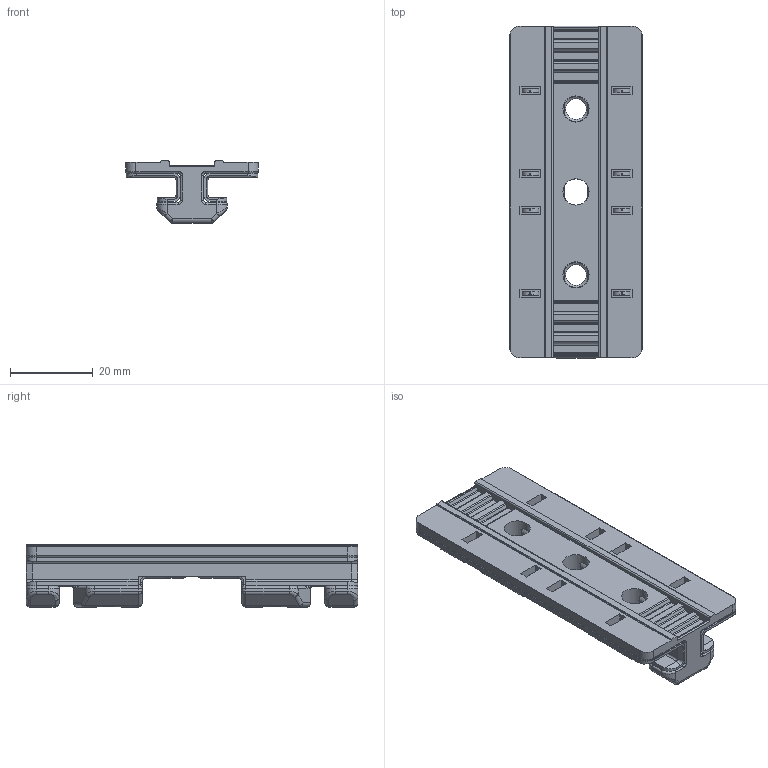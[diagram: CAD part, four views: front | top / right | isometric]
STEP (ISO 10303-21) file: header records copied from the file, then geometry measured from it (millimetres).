
FILE_DESCRIPTION (( 'STEP AP214' ), '1' );
FILE_NAME ('093PS0840.STEP', '2014-10-24T14:07:58', ( 'Admin' ), ( 'Hewlett-Packard Company' ), 'SwSTEP 2.0', 'SolidWorks 2014', '' );
FILE_SCHEMA (( 'AUTOMOTIVE_DESIGN' ));
Length unit declared in the file: millimetre
Products named in the file (4): 4din439bm06m_4din439bm06m; 093PS0840FR02_Standard; 093PS0840FR01_Standard; 093PS0840
Assembly tree (5 placements, depth 2):
  093PS0840
    093PS0840FR01_Standard
    093PS0840FR02_Standard  x2
    4din439bm06m_4din439bm06m  x2
Bounding box: 32 x 80 x 15 mm (x, y, z)
Volume: 14430.6 mm3; surface area: 16790.5 mm2
Topology: 5 solids, 5 shells, 588 faces, 1513 edges, 916 vertices
Faces by surface type: plane 233, cylinder 223, torus 48, cone 36, bspline 28, sphere 20
Full cylindrical faces by diameter (mm): 5 x2, 6 x2, 6.3 x3
Entity records: 16249 total; most frequent: CARTESIAN_POINT 4026, ORIENTED_EDGE 2564, DIRECTION 2524, EDGE_CURVE 1282, AXIS2_PLACEMENT_3D 908, VERTEX_POINT 786, LINE 708, VECTOR 708
